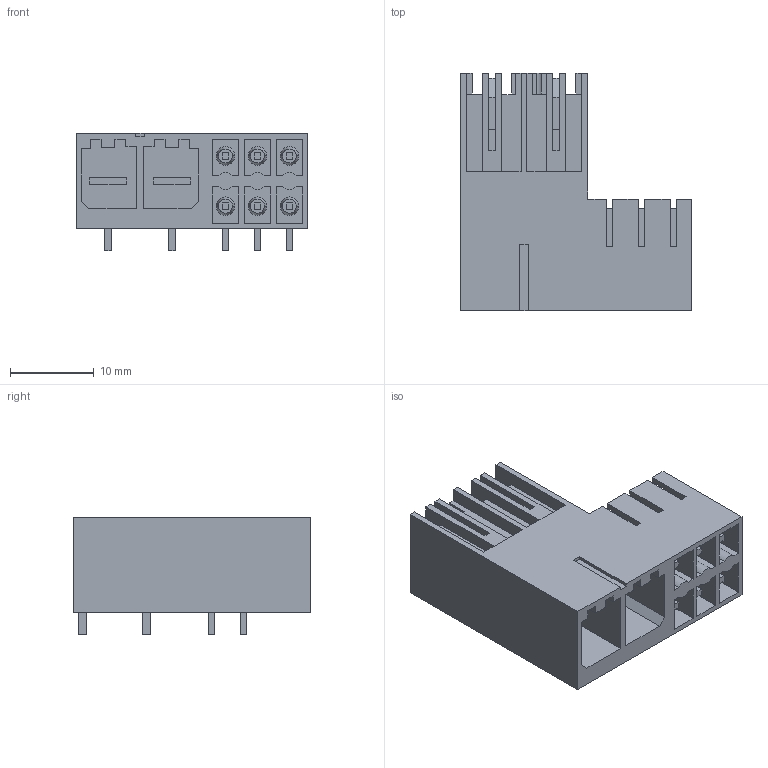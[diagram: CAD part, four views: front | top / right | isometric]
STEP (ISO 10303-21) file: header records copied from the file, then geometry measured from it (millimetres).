
FILE_DESCRIPTION(('CATIA V5 STEP','CAx-IF Rec.Pracs.--- Model Styling and Organization---1.4--- 2014-01-23'),'2;1');
FILE_NAME ('190353-1_1', '2023-09-25T08:20:45+00:00', ('none'), ('Weidmueller'), 'CATIA Version 5-6 Release 2016 SP3 HF44', 'CATIA V5 STEP AP214', 'none');
FILE_SCHEMA(('AUTOMOTIVE_DESIGN { 1 0 10303 214 1 1 1 1 }'));
Length unit declared in the file: millimetre
Products named in the file (1): 2529030000
Bounding box: 27.64 x 28.3 x 14 mm (x, y, z)
Volume: 3494.7 mm3; surface area: 6297.1 mm2
Topology: 9 solids, 9 shells, 466 faces, 1408 edges, 967 vertices
Faces by surface type: plane 444, cone 12, cylinder 10
Entity records: 14766 total; most frequent: ORIENTED_EDGE 2816, CARTESIAN_POINT 2753, DIRECTION 1952, EDGE_CURVE 1408, VECTOR 1360, LINE 1360, VERTEX_POINT 967, EDGE_LOOP 489
